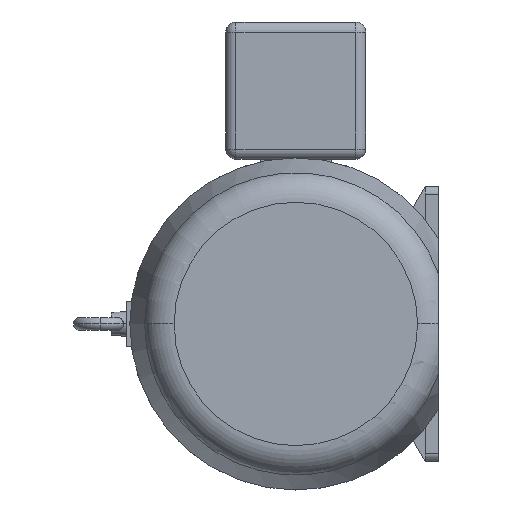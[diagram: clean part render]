
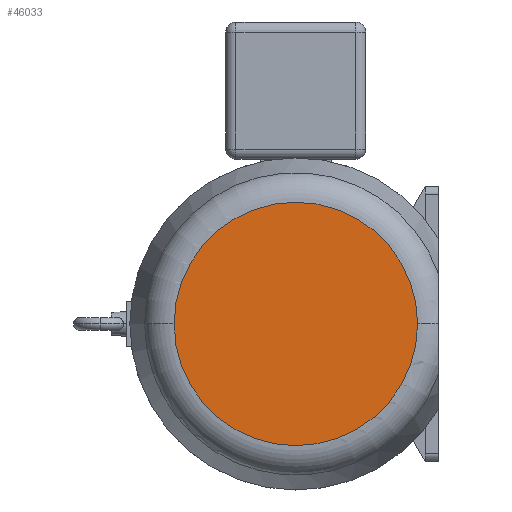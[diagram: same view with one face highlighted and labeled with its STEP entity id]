
A CAD part, left-side view. The second image highlights one B-rep face of the part: STEP entity #46033.
In plain terms, the highlighted planar face has unit normal (-1, 0, 0).
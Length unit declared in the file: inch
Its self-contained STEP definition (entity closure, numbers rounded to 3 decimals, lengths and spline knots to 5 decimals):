
#6734 = CIRCLE ( 'NONE', #58284, 5.9741 ) ;
#8228 = DIRECTION ( 'NONE',  ( 1., 0., 0. ) ) ;
#31302 = CARTESIAN_POINT ( 'NONE',  ( -37.463, 0., 0. ) ) ;
#31449 = CARTESIAN_POINT ( 'NONE',  ( -37.463, 5.9741, 0. ) ) ;
#34866 = AXIS2_PLACEMENT_3D ( 'NONE', #55398, #8228, #84483 ) ;
#35345 = CARTESIAN_POINT ( 'NONE',  ( -37.463, 0., 0. ) ) ;
#36226 = PLANE ( 'NONE',  #34866 ) ;
#42463 = CIRCLE ( 'NONE', #91578, 5.9741 ) ;
#44969 = DIRECTION ( 'NONE',  ( 0., -1., 0. ) ) ;
#46033 = ADVANCED_FACE ( 'NONE', ( #104535 ), #36226, .F. ) ;
#55398 = CARTESIAN_POINT ( 'NONE',  ( -37.463, 5.9741, 0. ) ) ;
#58284 = AXIS2_PLACEMENT_3D ( 'NONE', #35345, #93268, #44969 ) ;
#59197 = EDGE_CURVE ( 'NONE', #115278, #99557, #6734, .T. ) ;
#65674 = CARTESIAN_POINT ( 'NONE',  ( -37.463, -5.9741, 0. ) ) ;
#67055 = ORIENTED_EDGE ( 'NONE', *, *, #59197, .F. ) ;
#80530 = ORIENTED_EDGE ( 'NONE', *, *, #100989, .F. ) ;
#84483 = DIRECTION ( 'NONE',  ( 0., -1., 0. ) ) ;
#91578 = AXIS2_PLACEMENT_3D ( 'NONE', #31302, #108082, #108857 ) ;
#93268 = DIRECTION ( 'NONE',  ( 1., 0., 0. ) ) ;
#99557 = VERTEX_POINT ( 'NONE', #31449 ) ;
#100989 = EDGE_CURVE ( 'NONE', #99557, #115278, #42463, .T. ) ;
#104535 = FACE_OUTER_BOUND ( 'NONE', #119418, .T. ) ;
#108082 = DIRECTION ( 'NONE',  ( 1., 0., 0. ) ) ;
#108857 = DIRECTION ( 'NONE',  ( 0., -1., 0. ) ) ;
#115278 = VERTEX_POINT ( 'NONE', #65674 ) ;
#119418 = EDGE_LOOP ( 'NONE', ( #67055, #80530 ) ) ;
